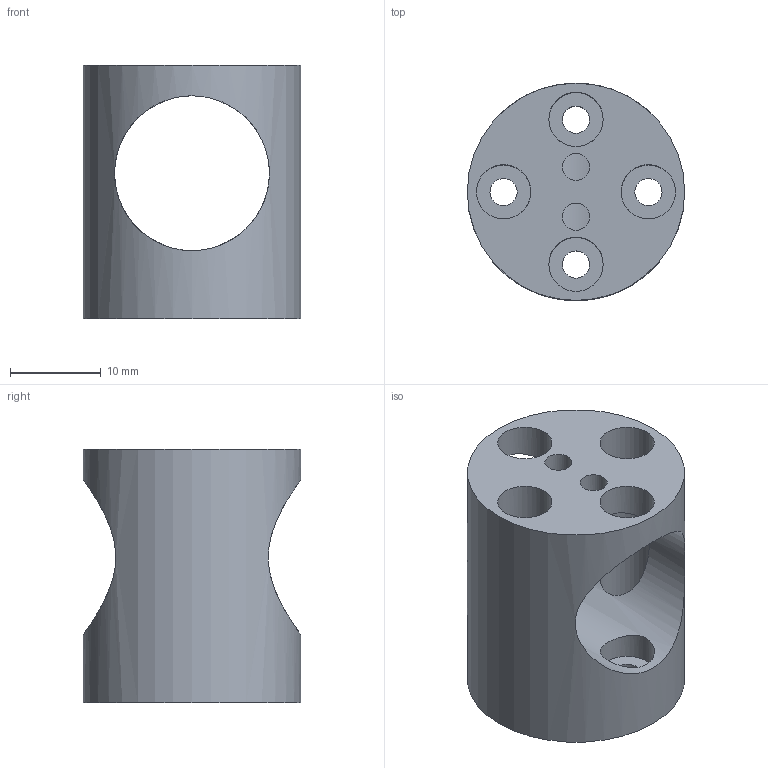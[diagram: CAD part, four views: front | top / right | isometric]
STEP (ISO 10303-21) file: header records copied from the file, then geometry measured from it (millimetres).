
FILE_DESCRIPTION(/* description */ (''),/* implementation_level */ '2;1');
FILE_NAME(/* name */ '17mm-marker-holder v2.step',/* time_stamp */ '2021-03-26T23:42:15+00:00',/* author */ (''),/* organization */ (''),/* preprocessor_version */ 'ST-DEVELOPER v18.1',/* originating_system */ 'Autodesk Translation Framework v9.10.0.1330',/* authorisation */ '');
FILE_SCHEMA (('AUTOMOTIVE_DESIGN { 1 0 10303 214 3 1 1 }'));
Length unit declared in the file: millimetre
Products named in the file (1): 17mm-marker-holder
Bounding box: 24 x 24 x 28 mm (x, y, z)
Volume: 6010.5 mm3; surface area: 4387.3 mm2
Topology: 1 solids, 1 shells, 20 faces, 66 edges, 47 vertices
Faces by surface type: cylinder 14, plane 6
Full cylindrical faces by diameter (mm): 3 x6, 6 x6, 17.1 x1, 24 x1
Entity records: 1161 total; most frequent: CARTESIAN_POINT 530, ORIENTED_EDGE 132, DIRECTION 101, EDGE_CURVE 66, VERTEX_POINT 47, EDGE_LOOP 41, AXIS2_PLACEMENT_3D 41, B_SPLINE_CURVE_WITH_KNOTS 27
